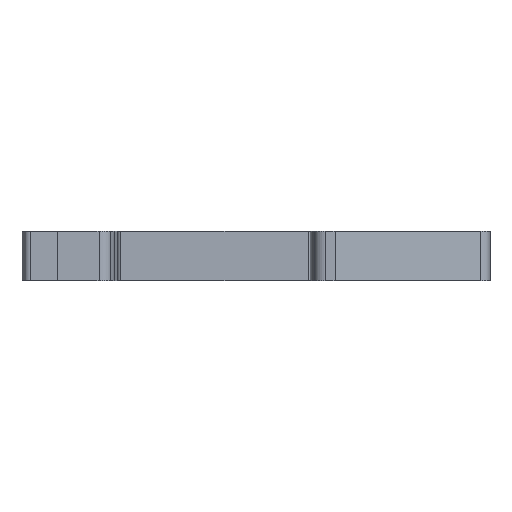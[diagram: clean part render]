
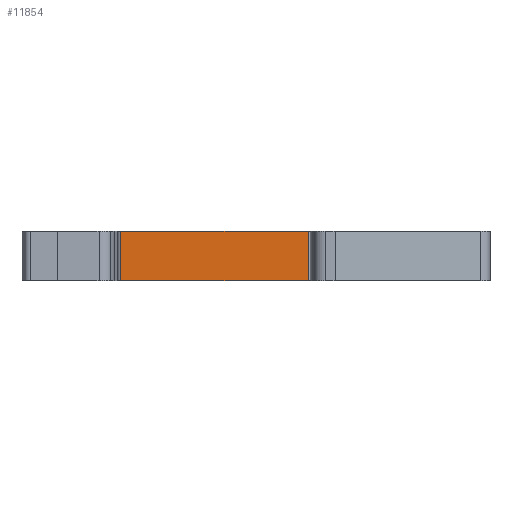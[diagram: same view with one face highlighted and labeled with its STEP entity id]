
A CAD part, front view. The second image highlights one B-rep face of the part: STEP entity #11854.
In plain terms, the highlighted planar face has unit normal (0, -1, 0).
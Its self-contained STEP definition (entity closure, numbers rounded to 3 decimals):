
#548=DIRECTION('',(1.,0.,0.));
#549=VECTOR('',#548,30.895);
#550=CARTESIAN_POINT('',(-22.295,0.,4.1));
#551=LINE('',#550,#549);
#1445=DIRECTION('',(0.,0.,-1.));
#1446=VECTOR('',#1445,8.2);
#1447=CARTESIAN_POINT('',(-22.295,0.,4.1));
#1448=LINE('',#1447,#1446);
#1449=DIRECTION('',(0.,0.,-1.));
#1450=VECTOR('',#1449,8.2);
#1451=CARTESIAN_POINT('',(8.6,0.,4.1));
#1452=LINE('',#1451,#1450);
#2504=DIRECTION('',(1.,0.,0.));
#2505=VECTOR('',#2504,30.895);
#2506=CARTESIAN_POINT('',(-22.295,0.,-4.1));
#2507=LINE('',#2506,#2505);
#7830=CARTESIAN_POINT('',(-22.295,0.,4.1));
#7831=VERTEX_POINT('',#7830);
#7832=CARTESIAN_POINT('',(8.6,0.,4.1));
#7833=VERTEX_POINT('',#7832);
#8200=CARTESIAN_POINT('',(-22.295,0.,-4.1));
#8201=VERTEX_POINT('',#8200);
#8202=CARTESIAN_POINT('',(8.6,0.,-4.1));
#8203=VERTEX_POINT('',#8202);
#11841=CARTESIAN_POINT('',(-22.295,0.,4.1));
#11842=DIRECTION('',(0.,-1.,0.));
#11843=DIRECTION('',(1.,0.,0.));
#11844=AXIS2_PLACEMENT_3D('',#11841,#11842,#11843);
#11845=PLANE('',#11844);
#11846=ORIENTED_EDGE('',*,*,#10240,.T.);
#11848=ORIENTED_EDGE('',*,*,#11847,.T.);
#11850=ORIENTED_EDGE('',*,*,#11849,.F.);
#11851=ORIENTED_EDGE('',*,*,#11826,.F.);
#11852=EDGE_LOOP('',(#11846,#11848,#11850,#11851));
#11853=FACE_OUTER_BOUND('',#11852,.F.);
#11854=ADVANCED_FACE('',(#11853),#11845,.T.);
#10240=EDGE_CURVE('',#7831,#7833,#551,.T.);
#11826=EDGE_CURVE('',#7831,#8201,#1448,.T.);
#11847=EDGE_CURVE('',#7833,#8203,#1452,.T.);
#11849=EDGE_CURVE('',#8201,#8203,#2507,.T.);
